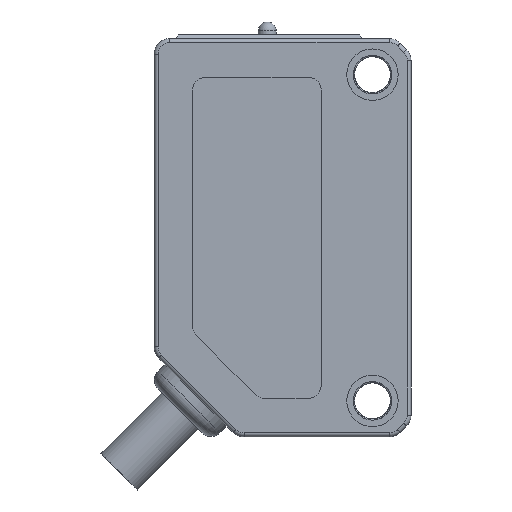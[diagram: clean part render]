
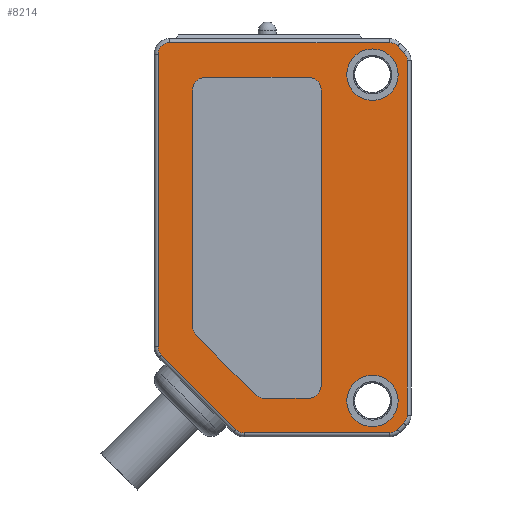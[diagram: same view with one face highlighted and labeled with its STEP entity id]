
A CAD part, front view. The second image highlights one B-rep face of the part: STEP entity #8214.
In plain terms, the highlighted planar face has unit normal (0, -1, 0).
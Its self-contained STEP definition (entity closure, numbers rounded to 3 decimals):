
#396=DIRECTION('',(-1.,0.,0.));
#397=VECTOR('',#396,17.103);
#398=CARTESIAN_POINT('',(-4.111,0.,-1.6));
#399=LINE('',#398,#397);
#419=DIRECTION('',(0.,0.,-1.));
#420=VECTOR('',#419,22.803);
#421=CARTESIAN_POINT('',(-22.114,0.,-2.5));
#422=LINE('',#421,#420);
#438=CARTESIAN_POINT('',(-3.614,0.,-30.603));
#439=DIRECTION('',(0.,1.,0.));
#440=DIRECTION('',(1.,0.,0.));
#441=AXIS2_PLACEMENT_3D('',#438,#439,#440);
#443=DIRECTION('',(-0.707,0.,-0.707));
#444=VECTOR('',#443,0.703);
#445=CARTESIAN_POINT('',(-2.978,0.,-31.239));
#446=LINE('',#445,#444);
#447=CARTESIAN_POINT('',(-4.111,0.,-31.1));
#448=DIRECTION('',(0.,1.,0.));
#449=DIRECTION('',(0.707,0.,-0.707));
#450=AXIS2_PLACEMENT_3D('',#447,#448,#449);
#452=CARTESIAN_POINT('',(-15.417,0.,-31.1));
#453=DIRECTION('',(0.,1.,0.));
#454=DIRECTION('',(0.,0.,-1.));
#455=AXIS2_PLACEMENT_3D('',#452,#453,#454);
#457=DIRECTION('',(-0.707,0.,0.707));
#458=VECTOR('',#457,8.198);
#459=CARTESIAN_POINT('',(-16.053,0.,-31.736));
#460=LINE('',#459,#458);
#461=CARTESIAN_POINT('',(-21.214,0.,-25.303));
#462=DIRECTION('',(0.,1.,0.));
#463=DIRECTION('',(-0.707,0.,-0.707));
#464=AXIS2_PLACEMENT_3D('',#461,#462,#463);
#466=CARTESIAN_POINT('',(-21.214,0.,-2.5));
#467=DIRECTION('',(0.,1.,0.));
#468=DIRECTION('',(-1.,0.,0.));
#469=AXIS2_PLACEMENT_3D('',#466,#467,#468);
#471=CARTESIAN_POINT('',(-4.111,0.,-2.5));
#472=DIRECTION('',(0.,1.,0.));
#473=DIRECTION('',(0.,0.,1.));
#474=AXIS2_PLACEMENT_3D('',#471,#472,#473);
#476=DIRECTION('',(0.707,0.,-0.707));
#477=VECTOR('',#476,0.703);
#478=CARTESIAN_POINT('',(-3.475,0.,-1.864));
#479=LINE('',#478,#477);
#480=CARTESIAN_POINT('',(-3.614,0.,-2.997));
#481=DIRECTION('',(0.,1.,0.));
#482=DIRECTION('',(0.707,0.,0.707));
#483=AXIS2_PLACEMENT_3D('',#480,#481,#482);
#485=CARTESIAN_POINT('',(-10.414,0.,-5.3));
#486=DIRECTION('',(0.,-1.,0.));
#487=DIRECTION('',(1.,0.,0.));
#488=AXIS2_PLACEMENT_3D('',#485,#486,#487);
#490=CARTESIAN_POINT('',(-18.414,0.,-5.3));
#491=DIRECTION('',(0.,-1.,0.));
#492=DIRECTION('',(0.,0.,1.));
#493=AXIS2_PLACEMENT_3D('',#490,#491,#492);
#495=CARTESIAN_POINT('',(-18.414,0.,-23.719));
#496=DIRECTION('',(0.,-1.,0.));
#497=DIRECTION('',(-1.,0.,0.));
#498=AXIS2_PLACEMENT_3D('',#495,#496,#497);
#500=DIRECTION('',(0.707,0.,-0.707));
#501=VECTOR('',#500,6.479);
#502=CARTESIAN_POINT('',(-19.121,0.,-24.426));
#503=LINE('',#502,#501);
#504=CARTESIAN_POINT('',(-13.833,0.,-28.3));
#505=DIRECTION('',(0.,-1.,0.));
#506=DIRECTION('',(-0.707,0.,-0.707));
#507=AXIS2_PLACEMENT_3D('',#504,#505,#506);
#509=CARTESIAN_POINT('',(-10.414,0.,-28.3));
#510=DIRECTION('',(0.,-1.,0.));
#511=DIRECTION('',(0.,0.,-1.));
#512=AXIS2_PLACEMENT_3D('',#509,#510,#511);
#514=CARTESIAN_POINT('',(-5.414,0.,-4.1));
#515=DIRECTION('',(0.,-1.,0.));
#516=DIRECTION('',(1.,0.,0.));
#517=AXIS2_PLACEMENT_3D('',#514,#515,#516);
#519=CARTESIAN_POINT('',(-5.414,0.,-4.1));
#520=DIRECTION('',(0.,-1.,0.));
#521=DIRECTION('',(-1.,0.,0.));
#522=AXIS2_PLACEMENT_3D('',#519,#520,#521);
#524=CARTESIAN_POINT('',(-5.414,0.,-29.5));
#525=DIRECTION('',(0.,-1.,0.));
#526=DIRECTION('',(1.,0.,0.));
#527=AXIS2_PLACEMENT_3D('',#524,#525,#526);
#529=CARTESIAN_POINT('',(-5.414,0.,-29.5));
#530=DIRECTION('',(0.,-1.,0.));
#531=DIRECTION('',(-1.,0.,0.));
#532=AXIS2_PLACEMENT_3D('',#529,#530,#531);
#538=DIRECTION('',(0.,0.,1.));
#539=VECTOR('',#538,27.606);
#540=CARTESIAN_POINT('',(-2.714,0.,-30.603));
#541=LINE('',#540,#539);
#659=DIRECTION('',(1.,0.,0.));
#660=VECTOR('',#659,11.306);
#661=CARTESIAN_POINT('',(-15.417,0.,-32.));
#662=LINE('',#661,#660);
#905=DIRECTION('',(1.,0.,0.));
#906=VECTOR('',#905,8.);
#907=CARTESIAN_POINT('',(-18.414,0.,-4.3));
#908=LINE('',#907,#906);
#917=DIRECTION('',(0.,0.,1.));
#918=VECTOR('',#917,18.419);
#919=CARTESIAN_POINT('',(-19.414,0.,-23.719));
#920=LINE('',#919,#918);
#974=DIRECTION('',(0.,0.,-1.));
#975=VECTOR('',#974,23.);
#976=CARTESIAN_POINT('',(-9.414,0.,-5.3));
#977=LINE('',#976,#975);
#986=DIRECTION('',(-1.,0.,0.));
#987=VECTOR('',#986,3.419);
#988=CARTESIAN_POINT('',(-10.414,0.,-29.3));
#989=LINE('',#988,#987);
#6853=CARTESIAN_POINT('',(-21.214,0.,-1.6));
#6854=VERTEX_POINT('',#6853);
#6855=CARTESIAN_POINT('',(-4.111,0.,-1.6));
#6856=VERTEX_POINT('',#6855);
#6857=CARTESIAN_POINT('',(-22.114,0.,-2.5));
#6859=VERTEX_POINT('',#6857);
#6862=CARTESIAN_POINT('',(-22.114,0.,-25.303));
#6864=VERTEX_POINT('',#6862);
#6865=CARTESIAN_POINT('',(-21.85,0.,-25.939));
#6866=VERTEX_POINT('',#6865);
#6869=CARTESIAN_POINT('',(-2.714,0.,-30.603));
#6870=CARTESIAN_POINT('',(-2.714,0.,-2.997));
#6871=VERTEX_POINT('',#6869);
#6872=VERTEX_POINT('',#6870);
#6873=CARTESIAN_POINT('',(-2.978,0.,-31.239));
#6874=VERTEX_POINT('',#6873);
#6875=CARTESIAN_POINT('',(-3.475,0.,-31.736));
#6876=VERTEX_POINT('',#6875);
#6877=CARTESIAN_POINT('',(-4.111,0.,-32.));
#6878=VERTEX_POINT('',#6877);
#6879=CARTESIAN_POINT('',(-15.417,0.,-32.));
#6880=VERTEX_POINT('',#6879);
#6881=CARTESIAN_POINT('',(-16.053,0.,-31.736));
#6882=VERTEX_POINT('',#6881);
#6883=CARTESIAN_POINT('',(-3.475,0.,-1.864));
#6884=VERTEX_POINT('',#6883);
#6885=CARTESIAN_POINT('',(-2.978,0.,-2.361));
#6886=VERTEX_POINT('',#6885);
#6887=CARTESIAN_POINT('',(-9.414,0.,-5.3));
#6888=CARTESIAN_POINT('',(-10.414,0.,-4.3));
#6889=VERTEX_POINT('',#6887);
#6890=VERTEX_POINT('',#6888);
#6891=CARTESIAN_POINT('',(-18.414,0.,-4.3));
#6892=VERTEX_POINT('',#6891);
#6893=CARTESIAN_POINT('',(-19.414,0.,-5.3));
#6894=VERTEX_POINT('',#6893);
#6895=CARTESIAN_POINT('',(-19.414,0.,-23.719));
#6896=VERTEX_POINT('',#6895);
#6897=CARTESIAN_POINT('',(-19.121,0.,-24.426));
#6898=VERTEX_POINT('',#6897);
#6899=CARTESIAN_POINT('',(-14.54,0.,-29.007));
#6900=VERTEX_POINT('',#6899);
#6901=CARTESIAN_POINT('',(-13.833,0.,-29.3));
#6902=VERTEX_POINT('',#6901);
#6903=CARTESIAN_POINT('',(-10.414,0.,-29.3));
#6904=VERTEX_POINT('',#6903);
#6905=CARTESIAN_POINT('',(-9.414,0.,-28.3));
#6906=VERTEX_POINT('',#6905);
#6907=CARTESIAN_POINT('',(-3.414,0.,-4.1));
#6908=CARTESIAN_POINT('',(-7.414,0.,-4.1));
#6909=VERTEX_POINT('',#6907);
#6910=VERTEX_POINT('',#6908);
#6911=CARTESIAN_POINT('',(-3.414,0.,-29.5));
#6912=CARTESIAN_POINT('',(-7.414,0.,-29.5));
#6913=VERTEX_POINT('',#6911);
#6914=VERTEX_POINT('',#6912);
#8149=CARTESIAN_POINT('',(-12.414,0.,-16.8));
#8150=DIRECTION('',(0.,1.,0.));
#8151=DIRECTION('',(-1.,0.,0.));
#8152=AXIS2_PLACEMENT_3D('',#8149,#8150,#8151);
#8153=PLANE('',#8152);
#8155=ORIENTED_EDGE('',*,*,#8154,.F.);
#8157=ORIENTED_EDGE('',*,*,#8156,.T.);
#8159=ORIENTED_EDGE('',*,*,#8158,.T.);
#8161=ORIENTED_EDGE('',*,*,#8160,.T.);
#8163=ORIENTED_EDGE('',*,*,#8162,.F.);
#8165=ORIENTED_EDGE('',*,*,#8164,.T.);
#8167=ORIENTED_EDGE('',*,*,#8166,.T.);
#8168=ORIENTED_EDGE('',*,*,#8140,.T.);
#8169=ORIENTED_EDGE('',*,*,#8129,.F.);
#8170=ORIENTED_EDGE('',*,*,#8114,.T.);
#8171=ORIENTED_EDGE('',*,*,#8099,.F.);
#8173=ORIENTED_EDGE('',*,*,#8172,.T.);
#8175=ORIENTED_EDGE('',*,*,#8174,.T.);
#8177=ORIENTED_EDGE('',*,*,#8176,.T.);
#8178=EDGE_LOOP('',(#8155,#8157,#8159,#8161,#8163,#8165,#8167,#8168,#8169,#8170,
#8171,#8173,#8175,#8177));
#8179=FACE_OUTER_BOUND('',#8178,.F.);
#8181=ORIENTED_EDGE('',*,*,#8180,.T.);
#8183=ORIENTED_EDGE('',*,*,#8182,.F.);
#8185=ORIENTED_EDGE('',*,*,#8184,.T.);
#8187=ORIENTED_EDGE('',*,*,#8186,.F.);
#8189=ORIENTED_EDGE('',*,*,#8188,.T.);
#8191=ORIENTED_EDGE('',*,*,#8190,.T.);
#8193=ORIENTED_EDGE('',*,*,#8192,.T.);
#8195=ORIENTED_EDGE('',*,*,#8194,.F.);
#8197=ORIENTED_EDGE('',*,*,#8196,.T.);
#8199=ORIENTED_EDGE('',*,*,#8198,.F.);
#8200=EDGE_LOOP('',(#8181,#8183,#8185,#8187,#8189,#8191,#8193,#8195,#8197,
#8199));
#8201=FACE_BOUND('',#8200,.F.);
#8203=ORIENTED_EDGE('',*,*,#8202,.T.);
#8205=ORIENTED_EDGE('',*,*,#8204,.T.);
#8206=EDGE_LOOP('',(#8203,#8205));
#8207=FACE_BOUND('',#8206,.F.);
#8209=ORIENTED_EDGE('',*,*,#8208,.T.);
#8211=ORIENTED_EDGE('',*,*,#8210,.T.);
#8212=EDGE_LOOP('',(#8209,#8211));
#8213=FACE_BOUND('',#8212,.F.);
#8214=ADVANCED_FACE('',(#8179,#8201,#8207,#8213),#8153,.F.);
#442=CIRCLE('',#441,0.9);
#451=CIRCLE('',#450,0.9);
#456=CIRCLE('',#455,0.9);
#465=CIRCLE('',#464,0.9);
#470=CIRCLE('',#469,0.9);
#475=CIRCLE('',#474,0.9);
#484=CIRCLE('',#483,0.9);
#489=CIRCLE('',#488,1.);
#494=CIRCLE('',#493,1.);
#499=CIRCLE('',#498,1.);
#508=CIRCLE('',#507,1.);
#513=CIRCLE('',#512,1.);
#518=CIRCLE('',#517,2.);
#523=CIRCLE('',#522,2.);
#528=CIRCLE('',#527,2.);
#533=CIRCLE('',#532,2.);
#8099=EDGE_CURVE('',#6856,#6854,#399,.T.);
#8114=EDGE_CURVE('',#6859,#6854,#470,.T.);
#8129=EDGE_CURVE('',#6859,#6864,#422,.T.);
#8140=EDGE_CURVE('',#6866,#6864,#465,.T.);
#8154=EDGE_CURVE('',#6871,#6872,#541,.T.);
#8156=EDGE_CURVE('',#6871,#6874,#442,.T.);
#8158=EDGE_CURVE('',#6874,#6876,#446,.T.);
#8160=EDGE_CURVE('',#6876,#6878,#451,.T.);
#8162=EDGE_CURVE('',#6880,#6878,#662,.T.);
#8164=EDGE_CURVE('',#6880,#6882,#456,.T.);
#8166=EDGE_CURVE('',#6882,#6866,#460,.T.);
#8172=EDGE_CURVE('',#6856,#6884,#475,.T.);
#8174=EDGE_CURVE('',#6884,#6886,#479,.T.);
#8176=EDGE_CURVE('',#6886,#6872,#484,.T.);
#8180=EDGE_CURVE('',#6889,#6890,#489,.T.);
#8182=EDGE_CURVE('',#6892,#6890,#908,.T.);
#8184=EDGE_CURVE('',#6892,#6894,#494,.T.);
#8186=EDGE_CURVE('',#6896,#6894,#920,.T.);
#8188=EDGE_CURVE('',#6896,#6898,#499,.T.);
#8190=EDGE_CURVE('',#6898,#6900,#503,.T.);
#8192=EDGE_CURVE('',#6900,#6902,#508,.T.);
#8194=EDGE_CURVE('',#6904,#6902,#989,.T.);
#8196=EDGE_CURVE('',#6904,#6906,#513,.T.);
#8198=EDGE_CURVE('',#6889,#6906,#977,.T.);
#8202=EDGE_CURVE('',#6909,#6910,#518,.T.);
#8204=EDGE_CURVE('',#6910,#6909,#523,.T.);
#8208=EDGE_CURVE('',#6913,#6914,#528,.T.);
#8210=EDGE_CURVE('',#6914,#6913,#533,.T.);
